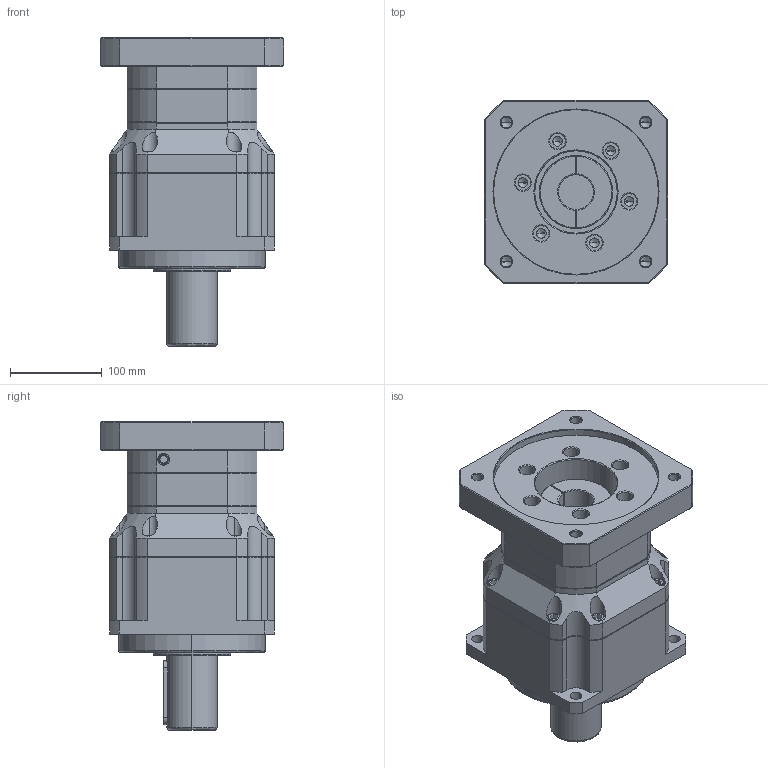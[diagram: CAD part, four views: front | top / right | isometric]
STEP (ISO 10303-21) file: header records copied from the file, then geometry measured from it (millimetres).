
FILE_DESCRIPTION (( 'STEP AP214' ), '1' );
FILE_NAME ('SB180-L2-38-180-215M12Z83.STEP', '2025-07-29T02:22:03', ( '微软用户' ), ( '微软中国' ), 'SwSTEP 2.0', 'SolidWorks 2013', '' );
FILE_SCHEMA (( 'AUTOMOTIVE_DESIGN' ));
Length unit declared in the file: millimetre
Products named in the file (4): 142_X2_8F9351656CD55170_X0_-180-215M12; SB180-L2_X2_58F34F537AEF_X0_-35; SB180_X2_8F9351FA7AEF_X0_; SB180-L2-38-180-215M12Z83
Assembly tree (3 placements, depth 2):
  SB180-L2-38-180-215M12Z83
    SB180_X2_8F9351FA7AEF_X0_
    SB180-L2_X2_58F34F537AEF_X0_-35
    142_X2_8F9351656CD55170_X0_-180-215M12
Bounding box: 200 x 200 x 337 mm (x, y, z)
Volume: 6246500.2 mm3; surface area: 426254.9 mm2
Topology: 3 solids, 3 shells, 548 faces, 1306 edges, 795 vertices
Faces by surface type: plane 213, cylinder 195, cone 115, bspline 25
Entity records: 23473 total; most frequent: CARTESIAN_POINT 4823, DIRECTION 2624, ORIENTED_EDGE 2568, EDGE_CURVE 1284, AXIS2_PLACEMENT_3D 1004, VERTEX_POINT 795, EDGE_LOOP 635, VECTOR 616
